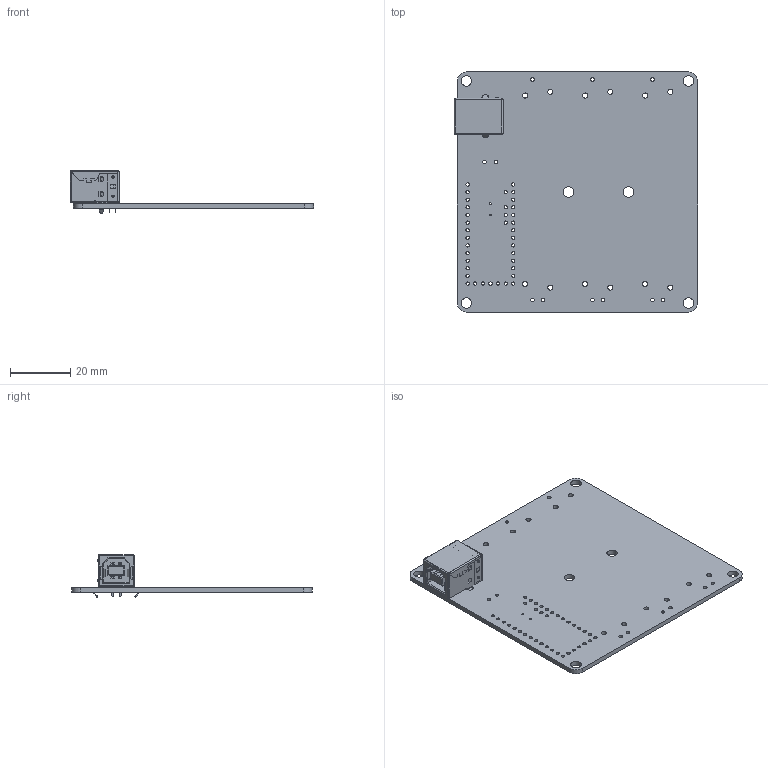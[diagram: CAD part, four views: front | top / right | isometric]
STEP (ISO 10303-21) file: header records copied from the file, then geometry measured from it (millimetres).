
FILE_DESCRIPTION(('KiCad electronic assembly'),'2;1');
FILE_NAME('midi fader.step','2020-01-25T14:06:32',('An Author'),( 'A Company'),'Open CASCADE STEP processor 6.9', 'KiCad to STEP converter','Unknown');
FILE_SCHEMA(('AUTOMOTIVE_DESIGN { 1 0 10303 214 1 1 1 1 }'));
Length unit declared in the file: millimetre
Products named in the file (4): Open CASCADE STEP translator 6.9 1; WURTH_61400416121; COMPOUND
Assembly tree (3 placements, depth 3):
  Open CASCADE STEP translator 6.9 1
    WURTH_61400416121
      COMPOUND
    COMPOUND
Bounding box: 80.99 x 80 x 14.22 mm (x, y, z)
Volume: 11264 mm3; surface area: 17078.1 mm2
Topology: 7 solids, 7 shells, 810 faces, 2172 edges, 1378 vertices
Faces by surface type: plane 513, cylinder 265, bspline 14, torus 12, sphere 6
Full cylindrical faces by diameter (mm): 0.5 x2, 0.92 x4, 1.1 x37, 1.199 x2, 1.2 x9, 1.7 x12, 2.33 x2, 3.5 x6
Entity records: 55881 total; most frequent: CARTESIAN_POINT 11438, DIRECTION 8257, LINE 5277, VECTOR 5277, ORIENTED_EDGE 4332, PCURVE 4332, DEFINITIONAL_REPRESENTATION 4332, EDGE_CURVE 2166
